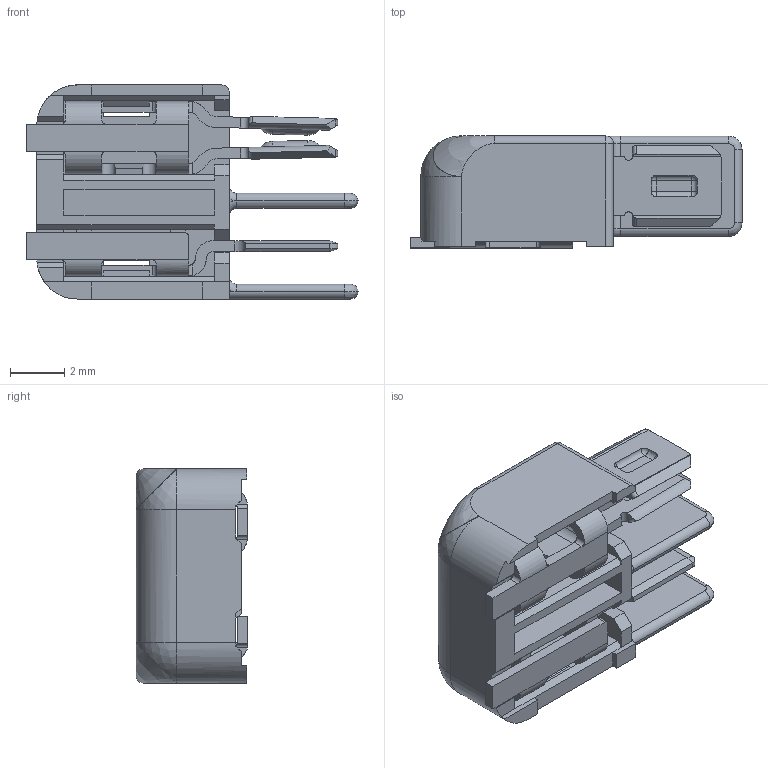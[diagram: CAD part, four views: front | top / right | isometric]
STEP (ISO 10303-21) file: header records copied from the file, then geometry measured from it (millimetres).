
FILE_DESCRIPTION(/* description */ (''),/* implementation_level */ '2;1');
FILE_NAME(/* name */ '5254-02-xx-xx.stp',/* time_stamp */ '2017-08-14T15:01:29+02:00',/* author */ ('andreas.larin'),/* organization */ (''),/* preprocessor_version */ 'ST-DEVELOPER v15.6',/* originating_system */ 'Autodesk Inventor 2015',/* authorisation */ '');
FILE_SCHEMA (('AUTOMOTIVE_DESIGN { 1 0 10303 214 3 1 1 }'));
Length unit declared in the file: inch
Products named in the file (1): 5254-02-xx-xx
Bounding box: 12.25 x 4.13 x 7.9 mm (x, y, z)
Volume: 168.1 mm3; surface area: 645.9 mm2
Topology: 1 solids, 1 shells, 352 faces, 968 edges, 599 vertices
Faces by surface type: plane 185, cylinder 122, sphere 21, bspline 14, torus 6, cone 4
Entity records: 11731 total; most frequent: CARTESIAN_POINT 2799, ORIENTED_EDGE 1902, DIRECTION 1843, EDGE_CURVE 951, LINE 615, VECTOR 615, AXIS2_PLACEMENT_3D 614, VERTEX_POINT 596
